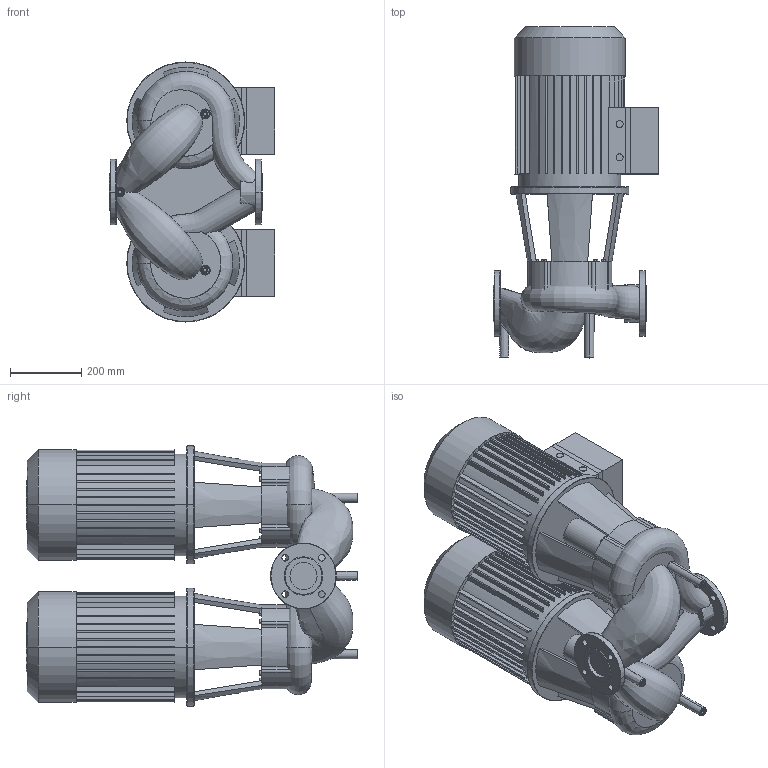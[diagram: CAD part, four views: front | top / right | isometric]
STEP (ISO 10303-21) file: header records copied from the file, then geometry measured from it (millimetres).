
FILE_DESCRIPTION((''),'2;1');
FILE_NAME('3d_DL65_170-11_2-2121043.stp','2016-05-24T12:35:09',(''),(''),'Mechanical Desktop 2009','Mechanical Desktop 2009',', , ');
FILE_SCHEMA(('CONFIG_CONTROL_DESIGN'));
Length unit declared in the file: millimetre
Products named in the file (1): Product
Bounding box: 465 x 933.5 x 732 mm (x, y, z)
Volume: 106434587.9 mm3; surface area: 3846653.5 mm2
Topology: 17 solids, 17 shells, 761 faces, 2070 edges, 1373 vertices
Faces by surface type: bspline 321, plane 250, cylinder 172, cone 14, torus 4
Entity records: 46234 total; most frequent: CARTESIAN_POINT 27560, ORIENTED_EDGE 4136, DIRECTION 3461, EDGE_CURVE 2068, VERTEX_POINT 1372, VECTOR 1169, LINE 1169, AXIS2_PLACEMENT_3D 1146
